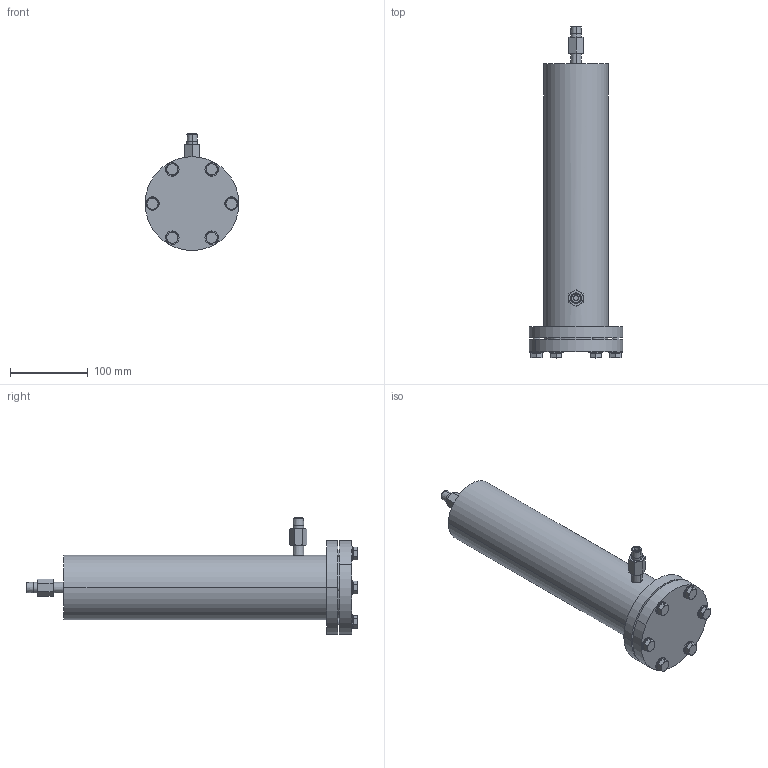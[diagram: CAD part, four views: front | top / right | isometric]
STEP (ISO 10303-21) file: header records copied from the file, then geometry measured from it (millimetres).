
FILE_DESCRIPTION((''),'2;1');
FILE_NAME('MPUR-0004-XX','2024-02-06T11:00:19',('DLachman'),('MATHESON TRI-GAS'),'CREO PARAMETRIC BY PTC INC, 2022281','CREO PARAMETRIC BY PTC INC, 2022281','');
FILE_SCHEMA(('CONFIG_CONTROL_DESIGN'));
Length unit declared in the file: inch
Products named in the file (1): MPUR-0004-XX
Bounding box: 120.65 x 427.23 x 150.5 mm (x, y, z)
Volume: 622962 mm3; surface area: 237641.4 mm2
Topology: 1 solids, 1 shells, 221 faces, 506 edges, 324 vertices
Faces by surface type: plane 87, cylinder 70, cone 64
Entity records: 7594 total; most frequent: CARTESIAN_POINT 2489, DIRECTION 1084, ORIENTED_EDGE 1012, EDGE_CURVE 506, AXIS2_PLACEMENT_3D 445, VERTEX_POINT 324, EDGE_LOOP 272, CIRCLE 224
